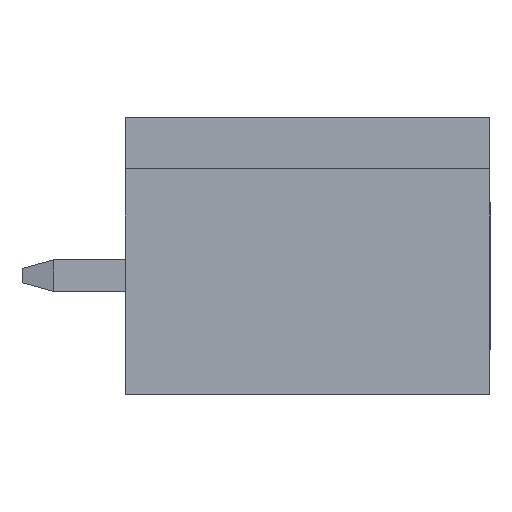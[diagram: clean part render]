
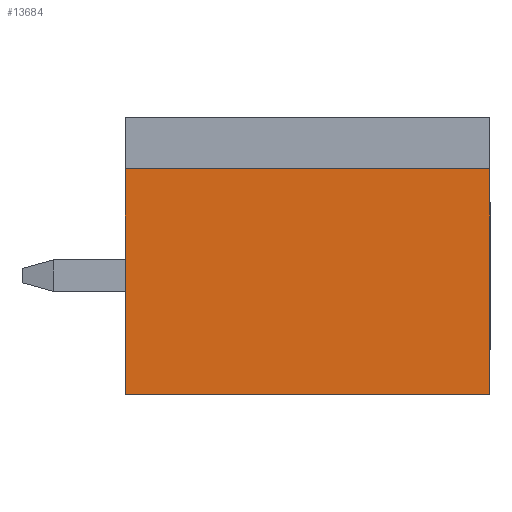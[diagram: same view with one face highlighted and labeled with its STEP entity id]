
A CAD part, left-side view. The second image highlights one B-rep face of the part: STEP entity #13684.
In plain terms, the highlighted planar face has unit normal (-1, 0, 0).
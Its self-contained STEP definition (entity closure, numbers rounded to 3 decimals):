
#3448=ORIENTED_EDGE('',*,*,#5771,.F.);
#3449=ORIENTED_EDGE('',*,*,#5870,.F.);
#3450=ORIENTED_EDGE('',*,*,#5744,.F.);
#3451=ORIENTED_EDGE('',*,*,#5691,.F.);
#5691=EDGE_CURVE('',#7205,#7206,#8837,.T.);
#5744=EDGE_CURVE('',#7206,#7253,#8878,.T.);
#5771=EDGE_CURVE('',#7273,#7205,#8901,.T.);
#5870=EDGE_CURVE('',#7253,#7273,#8997,.T.);
#7205=VERTEX_POINT('',#21098);
#7206=VERTEX_POINT('',#21100);
#7253=VERTEX_POINT('',#21203);
#7273=VERTEX_POINT('',#21254);
#8837=LINE('',#21099,#10575);
#8878=LINE('',#21202,#10616);
#8901=LINE('',#21255,#10639);
#8997=LINE('',#21454,#10735);
#10575=VECTOR('',#17210,1000.);
#10616=VECTOR('',#17281,1000.);
#10639=VECTOR('',#17322,1000.);
#10735=VECTOR('',#17518,1000.);
#11650=EDGE_LOOP('',(#3448,#3449,#3450,#3451));
#12409=FACE_BOUND('',#11650,.T.);
#13044=PLANE('',#14542);
#13684=ADVANCED_FACE('',(#12409),#13044,.F.);
#14542=AXIS2_PLACEMENT_3D('',#21455,#17519,#17520);
#17210=DIRECTION('',(0.,1.,0.));
#17281=DIRECTION('',(0.,0.,1.));
#17322=DIRECTION('',(0.,0.,-1.));
#17518=DIRECTION('',(0.,-1.,0.));
#17519=DIRECTION('',(1.,0.,0.));
#17520=DIRECTION('',(0.,0.,-1.));
#21098=CARTESIAN_POINT('',(-22.65,0.,-3.5));
#21099=CARTESIAN_POINT('',(-22.65,0.,-3.5));
#21100=CARTESIAN_POINT('',(-22.65,9.2,-3.5));
#21202=CARTESIAN_POINT('',(-22.65,9.2,-3.5));
#21203=CARTESIAN_POINT('',(-22.65,9.2,2.2));
#21254=CARTESIAN_POINT('',(-22.65,0.,2.2));
#21255=CARTESIAN_POINT('',(-22.65,0.,2.2));
#21454=CARTESIAN_POINT('',(-22.65,9.2,2.2));
#21455=CARTESIAN_POINT('',(-22.65,0.,0.));
